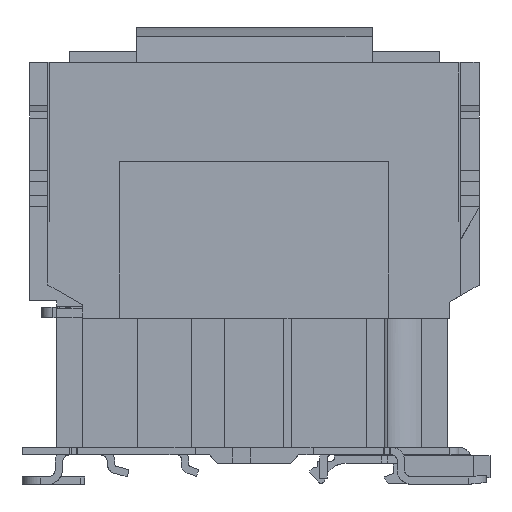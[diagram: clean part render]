
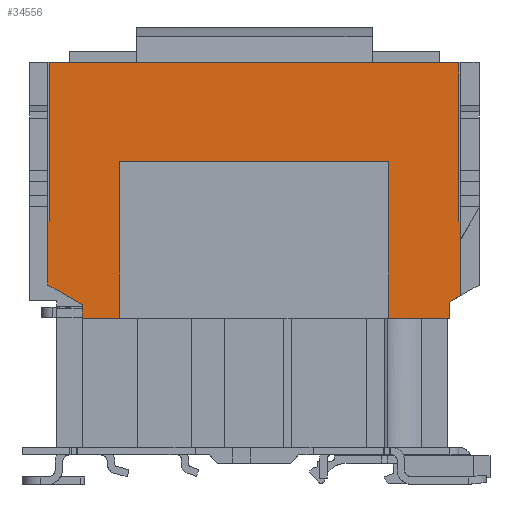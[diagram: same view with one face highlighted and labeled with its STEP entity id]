
A CAD part, left-side view. The second image highlights one B-rep face of the part: STEP entity #34556.
In plain terms, the highlighted planar face has unit normal (-1, 0, 0).
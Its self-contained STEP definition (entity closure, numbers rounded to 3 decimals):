
#411 = CARTESIAN_POINT ( 'NONE',  ( 0., 27.454, 0. ) ) ;
#969 = VERTEX_POINT ( 'NONE', #57400 ) ;
#1519 = LINE ( 'NONE', #60679, #46605 ) ;
#1551 = CARTESIAN_POINT ( 'NONE',  ( 0., 110.654, 48.717 ) ) ;
#1813 = DIRECTION ( 'NONE',  ( 0., -0.866, -0.5 ) ) ;
#2028 = CARTESIAN_POINT ( 'NONE',  ( 0., 110.654, 71.286 ) ) ;
#2319 = VECTOR ( 'NONE', #48933, 1000. ) ;
#3961 = ORIENTED_EDGE ( 'NONE', *, *, #46540, .F. ) ;
#5461 = VERTEX_POINT ( 'NONE', #24306 ) ;
#6379 = LINE ( 'NONE', #1551, #64783 ) ;
#6472 = CARTESIAN_POINT ( 'NONE',  ( 0., 100.454, 0. ) ) ;
#6675 = EDGE_CURVE ( 'NONE', #14170, #56441, #53604, .T. ) ;
#7438 = ORIENTED_EDGE ( 'NONE', *, *, #6675, .T. ) ;
#8186 = AXIS2_PLACEMENT_3D ( 'NONE', #11716, #45379, #23113 ) ;
#8483 = VECTOR ( 'NONE', #61908, 1000. ) ;
#8904 = VECTOR ( 'NONE', #23444, 1000. ) ;
#10596 = VECTOR ( 'NONE', #58363, 1000. ) ;
#10804 = VERTEX_POINT ( 'NONE', #38730 ) ;
#11585 = EDGE_CURVE ( 'NONE', #22915, #14170, #22183, .T. ) ;
#11716 = CARTESIAN_POINT ( 'NONE',  ( 0., 127., 0. ) ) ;
#12087 = EDGE_CURVE ( 'NONE', #51411, #35653, #68966, .T. ) ;
#12456 = VECTOR ( 'NONE', #31603, 1000. ) ;
#13067 = VECTOR ( 'NONE', #47230, 1000. ) ;
#13529 = LINE ( 'NONE', #44034, #56857 ) ;
#14170 = VERTEX_POINT ( 'NONE', #72297 ) ;
#15592 = CARTESIAN_POINT ( 'NONE',  ( 0., 119.954, 71.286 ) ) ;
#16213 = EDGE_CURVE ( 'NONE', #34354, #5461, #6379, .T. ) ;
#17302 = EDGE_CURVE ( 'NONE', #35991, #72061, #24845, .T. ) ;
#17303 = VERTEX_POINT ( 'NONE', #23285 ) ;
#17389 = PLANE ( 'NONE',  #8186 ) ;
#17977 = ORIENTED_EDGE ( 'NONE', *, *, #30313, .T. ) ;
#18800 = CARTESIAN_POINT ( 'NONE',  ( 0., 119.954, 0. ) ) ;
#19414 = EDGE_LOOP ( 'NONE', ( #7438, #55861, #24464, #72850, #67294, #17977, #69931, #65425, #67142, #3961, #57110, #52755, #59662, #51700, #57536, #37664 ) ) ;
#19498 = CARTESIAN_POINT ( 'NONE',  ( 0., 127., 114.343 ) ) ;
#20514 = LINE ( 'NONE', #67407, #63840 ) ;
#20846 = CARTESIAN_POINT ( 'NONE',  ( 0., 7.954, 51.2 ) ) ;
#20859 = LINE ( 'NONE', #60032, #2319 ) ;
#22183 = LINE ( 'NONE', #31707, #63727 ) ;
#22915 = VERTEX_POINT ( 'NONE', #60177 ) ;
#23113 = DIRECTION ( 'NONE',  ( 0., 0., 1. ) ) ;
#23285 = CARTESIAN_POINT ( 'NONE',  ( 0., 27.454, 87.586 ) ) ;
#23444 = DIRECTION ( 'NONE',  ( 0., 1., 0. ) ) ;
#23526 = DIRECTION ( 'NONE',  ( 0., 0., 1. ) ) ;
#24012 = VECTOR ( 'NONE', #25041, 1000. ) ;
#24306 = CARTESIAN_POINT ( 'NONE',  ( 0., 110.654, 48.717 ) ) ;
#24464 = ORIENTED_EDGE ( 'NONE', *, *, #44396, .T. ) ;
#24845 = LINE ( 'NONE', #6472, #51362 ) ;
#25041 = DIRECTION ( 'NONE',  ( 0., 0., 1. ) ) ;
#25942 = CARTESIAN_POINT ( 'NONE',  ( 0., 119.454, 0. ) ) ;
#26889 = EDGE_CURVE ( 'NONE', #969, #33872, #20859, .T. ) ;
#27356 = CARTESIAN_POINT ( 'NONE',  ( 0., 119.954, 54.086 ) ) ;
#28345 = CARTESIAN_POINT ( 'NONE',  ( 0., 100.454, 87.586 ) ) ;
#29943 = VECTOR ( 'NONE', #39936, 1000. ) ;
#30313 = EDGE_CURVE ( 'NONE', #35653, #969, #44366, .T. ) ;
#30567 = EDGE_CURVE ( 'NONE', #17303, #42900, #44995, .T. ) ;
#31603 = DIRECTION ( 'NONE',  ( 0., 0., -1. ) ) ;
#31707 = CARTESIAN_POINT ( 'NONE',  ( 0., 10.954, 0. ) ) ;
#32884 = LINE ( 'NONE', #36725, #47925 ) ;
#33436 = LINE ( 'NONE', #2028, #13067 ) ;
#33872 = VERTEX_POINT ( 'NONE', #15592 ) ;
#34354 = VERTEX_POINT ( 'NONE', #27356 ) ;
#34556 = ADVANCED_FACE ( 'NONE', ( #71970 ), #17389, .T. ) ;
#35653 = VERTEX_POINT ( 'NONE', #40224 ) ;
#35991 = VERTEX_POINT ( 'NONE', #56419 ) ;
#36242 = EDGE_CURVE ( 'NONE', #56441, #64776, #69101, .T. ) ;
#36725 = CARTESIAN_POINT ( 'NONE',  ( 0., 8.454, 0. ) ) ;
#37277 = CARTESIAN_POINT ( 'NONE',  ( 0., 8.454, 114.343 ) ) ;
#37664 = ORIENTED_EDGE ( 'NONE', *, *, #11585, .T. ) ;
#38730 = CARTESIAN_POINT ( 'NONE',  ( 0., 8.454, 71.286 ) ) ;
#38919 = LINE ( 'NONE', #18800, #10596 ) ;
#38943 = VECTOR ( 'NONE', #70149, 1000. ) ;
#39328 = EDGE_CURVE ( 'NONE', #42900, #22915, #1519, .T. ) ;
#39936 = DIRECTION ( 'NONE',  ( 0., 0., -1. ) ) ;
#40224 = CARTESIAN_POINT ( 'NONE',  ( 0., 119.454, 114.343 ) ) ;
#42900 = VERTEX_POINT ( 'NONE', #65861 ) ;
#43862 = DIRECTION ( 'NONE',  ( 0., -1., 0. ) ) ;
#44034 = CARTESIAN_POINT ( 'NONE',  ( 0., 127., 87.586 ) ) ;
#44366 = LINE ( 'NONE', #25942, #12456 ) ;
#44396 = EDGE_CURVE ( 'NONE', #64776, #10804, #52236, .T. ) ;
#44995 = LINE ( 'NONE', #411, #29943 ) ;
#45040 = EDGE_CURVE ( 'NONE', #33872, #34354, #38919, .T. ) ;
#45379 = DIRECTION ( 'NONE',  ( -1., 0., 0. ) ) ;
#46540 = EDGE_CURVE ( 'NONE', #54768, #5461, #33436, .T. ) ;
#46605 = VECTOR ( 'NONE', #43862, 1000. ) ;
#47074 = CARTESIAN_POINT ( 'NONE',  ( 0., 110.654, 45.086 ) ) ;
#47230 = DIRECTION ( 'NONE',  ( 0., 0., 1. ) ) ;
#47925 = VECTOR ( 'NONE', #53777, 1000. ) ;
#48933 = DIRECTION ( 'NONE',  ( 0., 1., 0. ) ) ;
#49732 = DIRECTION ( 'NONE',  ( 0., -1., 0. ) ) ;
#51362 = VECTOR ( 'NONE', #23526, 1000. ) ;
#51411 = VERTEX_POINT ( 'NONE', #37277 ) ;
#51700 = ORIENTED_EDGE ( 'NONE', *, *, #30567, .T. ) ;
#52236 = LINE ( 'NONE', #69396, #8904 ) ;
#52755 = ORIENTED_EDGE ( 'NONE', *, *, #17302, .T. ) ;
#53204 = CARTESIAN_POINT ( 'NONE',  ( 0., 7.954, 0. ) ) ;
#53604 = LINE ( 'NONE', #56231, #8483 ) ;
#53777 = DIRECTION ( 'NONE',  ( 0., 0., 1. ) ) ;
#54452 = DIRECTION ( 'NONE',  ( 0., 0., 1. ) ) ;
#54768 = VERTEX_POINT ( 'NONE', #47074 ) ;
#55861 = ORIENTED_EDGE ( 'NONE', *, *, #36242, .T. ) ;
#56231 = CARTESIAN_POINT ( 'NONE',  ( 0., 10.954, 49.468 ) ) ;
#56419 = CARTESIAN_POINT ( 'NONE',  ( 0., 100.454, 45.086 ) ) ;
#56441 = VERTEX_POINT ( 'NONE', #20846 ) ;
#56857 = VECTOR ( 'NONE', #49732, 1000. ) ;
#57110 = ORIENTED_EDGE ( 'NONE', *, *, #67013, .T. ) ;
#57400 = CARTESIAN_POINT ( 'NONE',  ( 0., 119.454, 71.286 ) ) ;
#57536 = ORIENTED_EDGE ( 'NONE', *, *, #39328, .T. ) ;
#58238 = CARTESIAN_POINT ( 'NONE',  ( 0., 7.954, 71.286 ) ) ;
#58363 = DIRECTION ( 'NONE',  ( 0., 0., -1. ) ) ;
#59273 = EDGE_CURVE ( 'NONE', #72061, #17303, #13529, .T. ) ;
#59662 = ORIENTED_EDGE ( 'NONE', *, *, #59273, .T. ) ;
#60032 = CARTESIAN_POINT ( 'NONE',  ( 0., 127., 71.286 ) ) ;
#60177 = CARTESIAN_POINT ( 'NONE',  ( 0., 10.954, 45.086 ) ) ;
#60679 = CARTESIAN_POINT ( 'NONE',  ( 0., 127., 45.086 ) ) ;
#61908 = DIRECTION ( 'NONE',  ( 0., -0.866, 0.5 ) ) ;
#63727 = VECTOR ( 'NONE', #54452, 1000. ) ;
#63840 = VECTOR ( 'NONE', #72831, 1000. ) ;
#64776 = VERTEX_POINT ( 'NONE', #58238 ) ;
#64783 = VECTOR ( 'NONE', #1813, 1000. ) ;
#65425 = ORIENTED_EDGE ( 'NONE', *, *, #45040, .T. ) ;
#65861 = CARTESIAN_POINT ( 'NONE',  ( 0., 27.454, 45.086 ) ) ;
#67013 = EDGE_CURVE ( 'NONE', #54768, #35991, #20514, .T. ) ;
#67142 = ORIENTED_EDGE ( 'NONE', *, *, #16213, .T. ) ;
#67294 = ORIENTED_EDGE ( 'NONE', *, *, #12087, .T. ) ;
#67338 = EDGE_CURVE ( 'NONE', #10804, #51411, #32884, .T. ) ;
#67407 = CARTESIAN_POINT ( 'NONE',  ( 0., 127., 45.086 ) ) ;
#68966 = LINE ( 'NONE', #19498, #38943 ) ;
#69101 = LINE ( 'NONE', #53204, #24012 ) ;
#69396 = CARTESIAN_POINT ( 'NONE',  ( 0., 127., 71.286 ) ) ;
#69931 = ORIENTED_EDGE ( 'NONE', *, *, #26889, .T. ) ;
#70149 = DIRECTION ( 'NONE',  ( 0., 1., 0. ) ) ;
#71970 = FACE_OUTER_BOUND ( 'NONE', #19414, .T. ) ;
#72061 = VERTEX_POINT ( 'NONE', #28345 ) ;
#72297 = CARTESIAN_POINT ( 'NONE',  ( 0., 10.954, 49.468 ) ) ;
#72831 = DIRECTION ( 'NONE',  ( 0., -1., 0. ) ) ;
#72850 = ORIENTED_EDGE ( 'NONE', *, *, #67338, .T. ) ;
